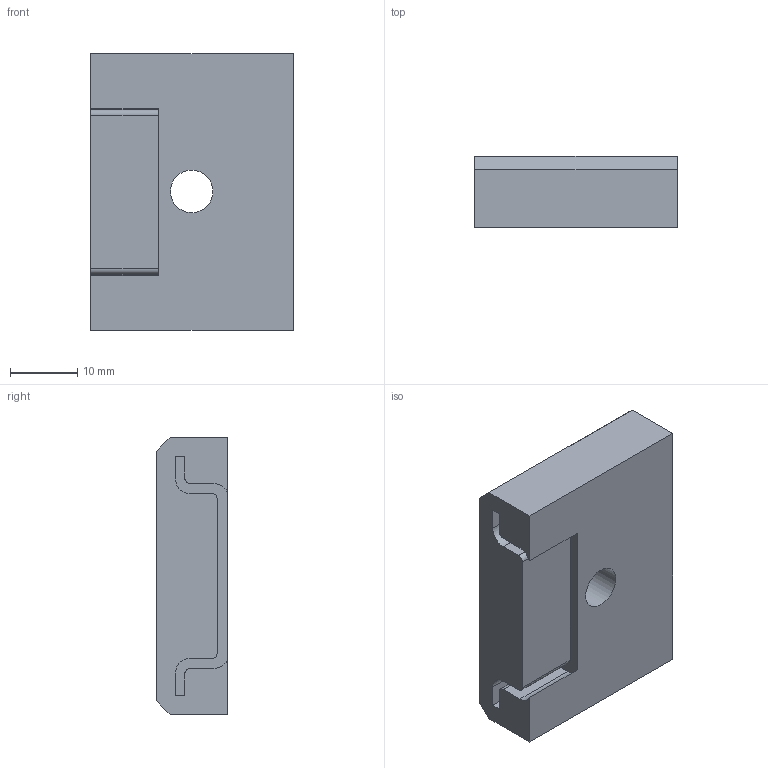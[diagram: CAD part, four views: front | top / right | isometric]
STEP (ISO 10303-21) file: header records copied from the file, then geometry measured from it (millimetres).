
FILE_DESCRIPTION(/* description */ (''),/* implementation_level */ '2;1');
FILE_NAME(/* name */ 'DIN_Rail-Holder.step',/* time_stamp */ '2022-02-28T17:24:04+01:00',/* author */ (''),/* organization */ (''),/* preprocessor_version */ 'ST-DEVELOPER v18.1',/* originating_system */ 'Autodesk Translation Framework v10.13.0.1454',/* authorisation */ '');
FILE_SCHEMA (('AUTOMOTIVE_DESIGN { 1 0 10303 214 3 1 1 }'));
Length unit declared in the file: millimetre
Products named in the file (1): DIN_Rail-Holder (1)
Bounding box: 30 x 10.5 x 41 mm (x, y, z)
Volume: 11513.7 mm3; surface area: 4527.7 mm2
Topology: 1 solids, 1 shells, 33 faces, 90 edges, 60 vertices
Faces by surface type: plane 23, cylinder 10
Full cylindrical faces by diameter (mm): 6.3 x1, 9.9 x1
Entity records: 1081 total; most frequent: CARTESIAN_POINT 184, ORIENTED_EDGE 180, DIRECTION 178, EDGE_CURVE 90, LINE 70, VECTOR 70, VERTEX_POINT 60, AXIS2_PLACEMENT_3D 54
